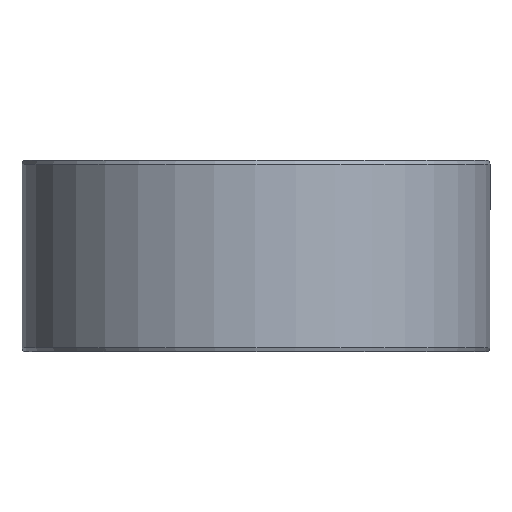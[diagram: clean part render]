
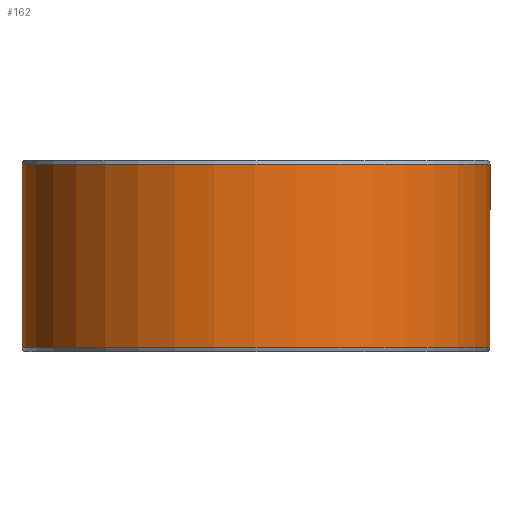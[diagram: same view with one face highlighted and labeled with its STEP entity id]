
A CAD part, front view. The second image highlights one B-rep face of the part: STEP entity #162.
In plain terms, the highlighted cylindrical face has radius 110 mm (diameter 220 mm), a partial arc.
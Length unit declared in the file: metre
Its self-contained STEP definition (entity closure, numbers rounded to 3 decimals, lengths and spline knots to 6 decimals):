
#162=ADVANCED_FACE('',(#185,#186),#187,.T.);
#185=FACE_OUTER_BOUND('',#211,.T.);
#186=FACE_BOUND('',#212,.T.);
#187=CYLINDRICAL_SURFACE('',#213,0.11);
#211=EDGE_LOOP('',(#289,#290,#291,#292));
#212=EDGE_LOOP('',(#293));
#213=AXIS2_PLACEMENT_3D('',#294,#295,#296);
#289=ORIENTED_EDGE('',*,*,#314,.T.);
#290=ORIENTED_EDGE('',*,*,#323,.F.);
#291=ORIENTED_EDGE('',*,*,#309,.F.);
#292=ORIENTED_EDGE('',*,*,#324,.T.);
#293=ORIENTED_EDGE('',*,*,#327,.T.);
#294=CARTESIAN_POINT('',(0.,0.,0.0));
#295=DIRECTION('',(0.,0.0,-1.0));
#296=DIRECTION('',(-1.0,0.0,0.));
#309=EDGE_CURVE('',#341,#342,#343,.T.);
#314=EDGE_CURVE('',#351,#349,#352,.T.);
#323=EDGE_CURVE('',#342,#349,#365,.T.);
#324=EDGE_CURVE('',#341,#351,#366,.T.);
#327=EDGE_CURVE('',#370,#370,#371,.T.);
#341=VERTEX_POINT('',#389);
#342=VERTEX_POINT('',#390);
#343=CIRCLE('',#391,0.11);
#349=VERTEX_POINT('',#399);
#351=VERTEX_POINT('',#402);
#352=CIRCLE('',#403,0.11);
#365=LINE('',#422,#423);
#366=LINE('',#424,#425);
#370=VERTEX_POINT('',#501);
#371=B_SPLINE_CURVE_WITH_KNOTS('',3,(#502,#503,#504,#505,#506,#507,#508,#509,#510,#511,#512,#513,#514,#515,#516,#517,#518,#519,#520,#521,#522,#523,#524,#525,#526,#527,#528,#529,#530,#531,#532,#533,#534,#535,#536,#537,#538,#539,#540,#541,#542,#543,#544,#545,#546,#547,#548,#549,#550,#551,#552,#553,#554,#555,#556,#557,#558,#559,#560,#561,#562,#563,#564,#565,#566,#567,#568,#569,#570,#571,#572,#573),.UNSPECIFIED.,.T.,.F.,(2,2,2,2,2,2,2,2,2,2,2,2,2,2,2,2,2,2,2,2,2,2,2,2,2,2,2,2,2,2,2,2,2,2,2,2,2,2),(-0.000977,0.0,0.000977,0.001466,0.001954,0.002931,0.003908,0.004885,0.005862,0.006839,0.007816,0.008793,0.00977,0.010747,0.011724,0.012701,0.01319,0.013678,0.014655,0.015633,0.01661,0.017587,0.018564,0.019541,0.020518,0.021495,0.022472,0.023449,0.024426,0.024914,0.025403,0.02638,0.027357,0.028334,0.029311,0.030288,0.031265,0.032242),.UNSPECIFIED.);
#389=CARTESIAN_POINT('',(0.00192,0.109983,0.0018));
#390=CARTESIAN_POINT('',(0.,0.11,0.0018));
#391=AXIS2_PLACEMENT_3D('',#587,#588,#589);
#399=CARTESIAN_POINT('',(0.,0.11,0.0882));
#402=CARTESIAN_POINT('',(0.00192,0.109983,0.0882));
#403=AXIS2_PLACEMENT_3D('',#596,#597,#598);
#422=CARTESIAN_POINT('',(0.,0.11,0.0018));
#423=VECTOR('',#611,1.0);
#424=CARTESIAN_POINT('',(0.00192,0.109983,0.0018));
#425=VECTOR('',#612,1.0);
#501=CARTESIAN_POINT('',(0.091616,-0.060881,0.045));
#502=CARTESIAN_POINT('',(0.091616,-0.060881,0.04467));
#503=CARTESIAN_POINT('',(0.091616,-0.060881,0.04533));
#504=CARTESIAN_POINT('',(0.091634,-0.060854,0.045655));
#505=CARTESIAN_POINT('',(0.091686,-0.060775,0.046135));
#506=CARTESIAN_POINT('',(0.091708,-0.060742,0.046293));
#507=CARTESIAN_POINT('',(0.091761,-0.060662,0.046607));
#508=CARTESIAN_POINT('',(0.091792,-0.060616,0.046763));
#509=CARTESIAN_POINT('',(0.091895,-0.060459,0.047217));
#510=CARTESIAN_POINT('',(0.09198,-0.06033,0.047504));
#511=CARTESIAN_POINT('',(0.092179,-0.060026,0.048048));
#512=CARTESIAN_POINT('',(0.092294,-0.059849,0.048305));
#513=CARTESIAN_POINT('',(0.092544,-0.059461,0.048766));
#514=CARTESIAN_POINT('',(0.09268,-0.059249,0.048973));
#515=CARTESIAN_POINT('',(0.092973,-0.058788,0.049339));
#516=CARTESIAN_POINT('',(0.093129,-0.058542,0.049494));
#517=CARTESIAN_POINT('',(0.093447,-0.058032,0.049744));
#518=CARTESIAN_POINT('',(0.093613,-0.057764,0.04984));
#519=CARTESIAN_POINT('',(0.093951,-0.057213,0.049968));
#520=CARTESIAN_POINT('',(0.094119,-0.056936,0.05));
#521=CARTESIAN_POINT('',(0.094455,-0.056377,0.05));
#522=CARTESIAN_POINT('',(0.094624,-0.056092,0.049968));
#523=CARTESIAN_POINT('',(0.09495,-0.05554,0.04984));
#524=CARTESIAN_POINT('',(0.095107,-0.05527,0.049746));
#525=CARTESIAN_POINT('',(0.09541,-0.054746,0.049495));
#526=CARTESIAN_POINT('',(0.095555,-0.054492,0.049339));
#527=CARTESIAN_POINT('',(0.095822,-0.05402,0.048977));
#528=CARTESIAN_POINT('',(0.095946,-0.0538,0.048771));
#529=CARTESIAN_POINT('',(0.096174,-0.053392,0.048304));
#530=CARTESIAN_POINT('',(0.096274,-0.05321,0.048051));
#531=CARTESIAN_POINT('',(0.096405,-0.052972,0.047645));
#532=CARTESIAN_POINT('',(0.096446,-0.052899,0.047505));
#533=CARTESIAN_POINT('',(0.09652,-0.052763,0.047216));
#534=CARTESIAN_POINT('',(0.096554,-0.0527,0.047066));
#535=CARTESIAN_POINT('',(0.096644,-0.052535,0.046612));
#536=CARTESIAN_POINT('',(0.096689,-0.052451,0.0463));
#537=CARTESIAN_POINT('',(0.09675,-0.052339,0.045659));
#538=CARTESIAN_POINT('',(0.096766,-0.05231,0.045328));
#539=CARTESIAN_POINT('',(0.096766,-0.05231,0.044675));
#540=CARTESIAN_POINT('',(0.096751,-0.052337,0.044351));
#541=CARTESIAN_POINT('',(0.09669,-0.05245,0.043706));
#542=CARTESIAN_POINT('',(0.096645,-0.052534,0.04339));
#543=CARTESIAN_POINT('',(0.096525,-0.052753,0.042789));
#544=CARTESIAN_POINT('',(0.096451,-0.052889,0.042498));
#545=CARTESIAN_POINT('',(0.096275,-0.053209,0.041951));
#546=CARTESIAN_POINT('',(0.096175,-0.05339,0.041699));
#547=CARTESIAN_POINT('',(0.09595,-0.053793,0.041237));
#548=CARTESIAN_POINT('',(0.095824,-0.054017,0.041026));
#549=CARTESIAN_POINT('',(0.095556,-0.05449,0.040662));
#550=CARTESIAN_POINT('',(0.095414,-0.054739,0.040508));
#551=CARTESIAN_POINT('',(0.095111,-0.055263,0.040257));
#552=CARTESIAN_POINT('',(0.094951,-0.055537,0.040161));
#553=CARTESIAN_POINT('',(0.094627,-0.056088,0.040033));
#554=CARTESIAN_POINT('',(0.094461,-0.056367,0.04));
#555=CARTESIAN_POINT('',(0.094121,-0.056933,0.04));
#556=CARTESIAN_POINT('',(0.093952,-0.057211,0.040032));
#557=CARTESIAN_POINT('',(0.093701,-0.05762,0.040127));
#558=CARTESIAN_POINT('',(0.093618,-0.057755,0.040166));
#559=CARTESIAN_POINT('',(0.093453,-0.058022,0.040261));
#560=CARTESIAN_POINT('',(0.093371,-0.058154,0.040317));
#561=CARTESIAN_POINT('',(0.09313,-0.05854,0.040505));
#562=CARTESIAN_POINT('',(0.092976,-0.058783,0.040658));
#563=CARTESIAN_POINT('',(0.092685,-0.059242,0.04102));
#564=CARTESIAN_POINT('',(0.092546,-0.059459,0.041231));
#565=CARTESIAN_POINT('',(0.092295,-0.059847,0.041692));
#566=CARTESIAN_POINT('',(0.092182,-0.060021,0.041944));
#567=CARTESIAN_POINT('',(0.091982,-0.060327,0.042489));
#568=CARTESIAN_POINT('',(0.091896,-0.060458,0.042781));
#569=CARTESIAN_POINT('',(0.091758,-0.060666,0.043382));
#570=CARTESIAN_POINT('',(0.091705,-0.060746,0.043696));
#571=CARTESIAN_POINT('',(0.091634,-0.060854,0.044343));
#572=CARTESIAN_POINT('',(0.091616,-0.060881,0.04467));
#573=CARTESIAN_POINT('',(0.091616,-0.060881,0.04533));
#587=CARTESIAN_POINT('',(0.,0.,0.0018));
#588=DIRECTION('',(0.,0.0,-1.0));
#589=DIRECTION('',(-1.0,0.0,0.));
#596=CARTESIAN_POINT('',(0.,0.,0.0882));
#597=DIRECTION('',(0.,0.0,-1.0));
#598=DIRECTION('',(-1.0,0.0,0.));
#611=DIRECTION('',(0.,0.0,1.0));
#612=DIRECTION('',(0.,0.,1.0));
